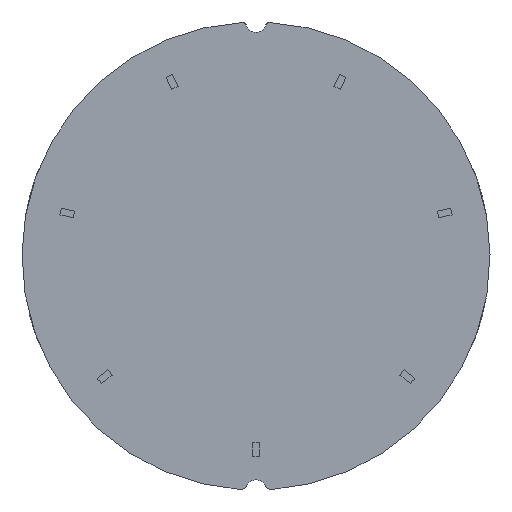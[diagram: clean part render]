
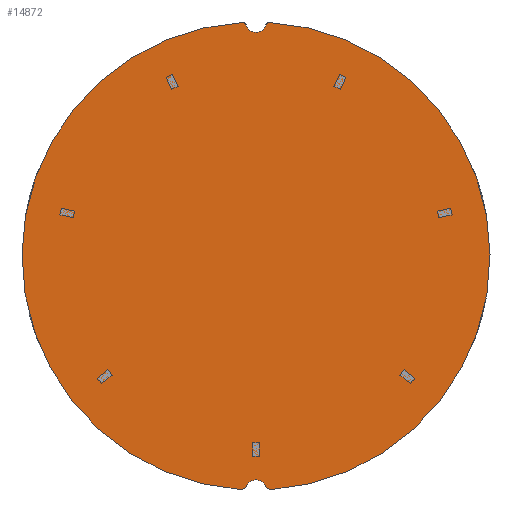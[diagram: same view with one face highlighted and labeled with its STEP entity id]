
A CAD part, front view. The second image highlights one B-rep face of the part: STEP entity #14872.
In plain terms, the highlighted planar face has unit normal (0, -1, 0).
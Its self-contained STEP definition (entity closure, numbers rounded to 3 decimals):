
#120 = CIRCLE ( 'NONE', #24278, 34.4 ) ;
#289 = VERTEX_POINT ( 'NONE', #14226 ) ;
#484 = DIRECTION ( 'NONE',  ( 0., 1., 0. ) ) ;
#763 = CIRCLE ( 'NONE', #22050, 1.5 ) ;
#1123 = ORIENTED_EDGE ( 'NONE', *, *, #1570, .F. ) ;
#1303 = DIRECTION ( 'NONE',  ( 0., 0., 1. ) ) ;
#1438 = DIRECTION ( 'NONE',  ( 0., 0., 1. ) ) ;
#1570 = EDGE_CURVE ( 'NONE', #23599, #10113, #1985, .T. ) ;
#1586 = AXIS2_PLACEMENT_3D ( 'NONE', #24859, #3443, #16926 ) ;
#1917 = VERTEX_POINT ( 'NONE', #20339 ) ;
#1985 = CIRCLE ( 'NONE', #1586, 1. ) ;
#2224 = ORIENTED_EDGE ( 'NONE', *, *, #11779, .F. ) ;
#2473 = CIRCLE ( 'NONE', #12289, 34.4 ) ;
#2504 = CARTESIAN_POINT ( 'NONE',  ( 1.448, 0., 33.974 ) ) ;
#2853 = DIRECTION ( 'NONE',  ( 0., 1., 0. ) ) ;
#2855 = DIRECTION ( 'NONE',  ( 0., 1., 0. ) ) ;
#2945 = CARTESIAN_POINT ( 'NONE',  ( 0., 0., -0.002 ) ) ;
#2998 = CIRCLE ( 'NONE', #16533, 1. ) ;
#3443 = DIRECTION ( 'NONE',  ( 0., 1., 0. ) ) ;
#3760 = DIRECTION ( 'NONE',  ( 0., -1., 0. ) ) ;
#3776 = PLANE ( 'NONE',  #15706 ) ;
#3893 = FACE_OUTER_BOUND ( 'NONE', #4506, .T. ) ;
#4506 = EDGE_LOOP ( 'NONE', ( #13260, #14202, #1123, #20501, #21085, #16280, #22850, #11630, #2224, #15889, #21519 ) ) ;
#5146 = CARTESIAN_POINT ( 'NONE',  ( 1.93, 0., 33.843 ) ) ;
#7133 = VERTEX_POINT ( 'NONE', #20083 ) ;
#8030 = DIRECTION ( 'NONE',  ( 0., 0., 1. ) ) ;
#8381 = CARTESIAN_POINT ( 'NONE',  ( 2.257, 0., -33.326 ) ) ;
#8564 = EDGE_CURVE ( 'NONE', #7133, #23599, #25195, .T. ) ;
#8735 = VERTEX_POINT ( 'NONE', #2504 ) ;
#9038 = AXIS2_PLACEMENT_3D ( 'NONE', #16590, #22726, #19016 ) ;
#9356 = DIRECTION ( 'NONE',  ( 0., -1., 0. ) ) ;
#9940 = EDGE_CURVE ( 'NONE', #8735, #12973, #22823, .T. ) ;
#10113 = VERTEX_POINT ( 'NONE', #11913 ) ;
#10686 = DIRECTION ( 'NONE',  ( 0., -1., 0. ) ) ;
#10794 = VERTEX_POINT ( 'NONE', #16576 ) ;
#11519 = CARTESIAN_POINT ( 'NONE',  ( 2.324, 0., -34.323 ) ) ;
#11630 = ORIENTED_EDGE ( 'NONE', *, *, #14052, .F. ) ;
#11740 = EDGE_CURVE ( 'NONE', #12973, #289, #763, .T. ) ;
#11758 = AXIS2_PLACEMENT_3D ( 'NONE', #14520, #2855, #18377 ) ;
#11779 = EDGE_CURVE ( 'NONE', #8735, #21221, #13852, .T. ) ;
#11913 = CARTESIAN_POINT ( 'NONE',  ( -2.324, 0., -34.323 ) ) ;
#12289 = AXIS2_PLACEMENT_3D ( 'NONE', #2945, #13177, #24344 ) ;
#12973 = VERTEX_POINT ( 'NONE', #15121 ) ;
#13177 = DIRECTION ( 'NONE',  ( 0., 1., 0. ) ) ;
#13260 = ORIENTED_EDGE ( 'NONE', *, *, #17399, .T. ) ;
#13463 = EDGE_CURVE ( 'NONE', #1917, #10794, #25081, .T. ) ;
#13503 = CARTESIAN_POINT ( 'NONE',  ( -2.257, 0., -34.326 ) ) ;
#13510 = CARTESIAN_POINT ( 'NONE',  ( 2.257, 0., -33.326 ) ) ;
#13852 = CIRCLE ( 'NONE', #15093, 0.5 ) ;
#14052 = EDGE_CURVE ( 'NONE', #21221, #19329, #120, .T. ) ;
#14090 = VERTEX_POINT ( 'NONE', #19763 ) ;
#14202 = ORIENTED_EDGE ( 'NONE', *, *, #16121, .F. ) ;
#14226 = CARTESIAN_POINT ( 'NONE',  ( -1.448, 0., 33.974 ) ) ;
#14372 = AXIS2_PLACEMENT_3D ( 'NONE', #15137, #9356, #17056 ) ;
#14520 = CARTESIAN_POINT ( 'NONE',  ( 0., 0., 34.367 ) ) ;
#14774 = DIRECTION ( 'NONE',  ( 0., 1., 0. ) ) ;
#14872 = ADVANCED_FACE ( 'NONE', ( #3893 ), #3776, .F. ) ;
#14933 = DIRECTION ( 'NONE',  ( 0., 0., 1. ) ) ;
#14992 = EDGE_CURVE ( 'NONE', #10794, #19329, #2998, .T. ) ;
#15036 = DIRECTION ( 'NONE',  ( 0., 1., 0. ) ) ;
#15093 = AXIS2_PLACEMENT_3D ( 'NONE', #5146, #2853, #1303 ) ;
#15121 = CARTESIAN_POINT ( 'NONE',  ( 0., 0., 32.867 ) ) ;
#15137 = CARTESIAN_POINT ( 'NONE',  ( -1.93, 0., 33.843 ) ) ;
#15619 = CARTESIAN_POINT ( 'NONE',  ( 0., 0., -0.002 ) ) ;
#15706 = AXIS2_PLACEMENT_3D ( 'NONE', #15830, #19673, #21222 ) ;
#15830 = CARTESIAN_POINT ( 'NONE',  ( 0., 0., 0. ) ) ;
#15889 = ORIENTED_EDGE ( 'NONE', *, *, #9940, .T. ) ;
#16121 = EDGE_CURVE ( 'NONE', #10113, #14090, #2473, .T. ) ;
#16280 = ORIENTED_EDGE ( 'NONE', *, *, #13463, .T. ) ;
#16533 = AXIS2_PLACEMENT_3D ( 'NONE', #8381, #10686, #24153 ) ;
#16576 = CARTESIAN_POINT ( 'NONE',  ( 2.257, 0., -34.326 ) ) ;
#16590 = CARTESIAN_POINT ( 'NONE',  ( 0., 0., -34.401 ) ) ;
#16609 = AXIS2_PLACEMENT_3D ( 'NONE', #21184, #15036, #1438 ) ;
#16926 = DIRECTION ( 'NONE',  ( 0., 0., 1. ) ) ;
#17056 = DIRECTION ( 'NONE',  ( 0., 0., 1. ) ) ;
#17127 = EDGE_CURVE ( 'NONE', #7133, #1917, #21319, .T. ) ;
#17399 = EDGE_CURVE ( 'NONE', #289, #14090, #20039, .T. ) ;
#18377 = DIRECTION ( 'NONE',  ( 0., 0., 1. ) ) ;
#19016 = DIRECTION ( 'NONE',  ( 0., 0., 1. ) ) ;
#19329 = VERTEX_POINT ( 'NONE', #11519 ) ;
#19673 = DIRECTION ( 'NONE',  ( 0., 1., 0. ) ) ;
#19763 = CARTESIAN_POINT ( 'NONE',  ( -1.959, 0., 34.342 ) ) ;
#20039 = CIRCLE ( 'NONE', #14372, 0.5 ) ;
#20083 = CARTESIAN_POINT ( 'NONE',  ( -1.354, 0., -33.756 ) ) ;
#20339 = CARTESIAN_POINT ( 'NONE',  ( 1.354, 0., -33.756 ) ) ;
#20501 = ORIENTED_EDGE ( 'NONE', *, *, #8564, .F. ) ;
#20653 = CARTESIAN_POINT ( 'NONE',  ( 1.959, 0., 34.342 ) ) ;
#21085 = ORIENTED_EDGE ( 'NONE', *, *, #17127, .T. ) ;
#21184 = CARTESIAN_POINT ( 'NONE',  ( -2.257, 0., -33.326 ) ) ;
#21221 = VERTEX_POINT ( 'NONE', #20653 ) ;
#21222 = DIRECTION ( 'NONE',  ( 0., 0., 1. ) ) ;
#21319 = CIRCLE ( 'NONE', #9038, 1.5 ) ;
#21404 = AXIS2_PLACEMENT_3D ( 'NONE', #13510, #3760, #14933 ) ;
#21519 = ORIENTED_EDGE ( 'NONE', *, *, #11740, .T. ) ;
#22050 = AXIS2_PLACEMENT_3D ( 'NONE', #24377, #14774, #22589 ) ;
#22589 = DIRECTION ( 'NONE',  ( 0., 0., 1. ) ) ;
#22726 = DIRECTION ( 'NONE',  ( 0., 1., 0. ) ) ;
#22823 = CIRCLE ( 'NONE', #11758, 1.5 ) ;
#22850 = ORIENTED_EDGE ( 'NONE', *, *, #14992, .T. ) ;
#23599 = VERTEX_POINT ( 'NONE', #13503 ) ;
#24153 = DIRECTION ( 'NONE',  ( 0., 0., 1. ) ) ;
#24278 = AXIS2_PLACEMENT_3D ( 'NONE', #15619, #484, #8030 ) ;
#24344 = DIRECTION ( 'NONE',  ( 0., 0., 1. ) ) ;
#24377 = CARTESIAN_POINT ( 'NONE',  ( 0., 0., 34.367 ) ) ;
#24859 = CARTESIAN_POINT ( 'NONE',  ( -2.257, 0., -33.326 ) ) ;
#25081 = CIRCLE ( 'NONE', #21404, 1. ) ;
#25195 = CIRCLE ( 'NONE', #16609, 1. ) ;
